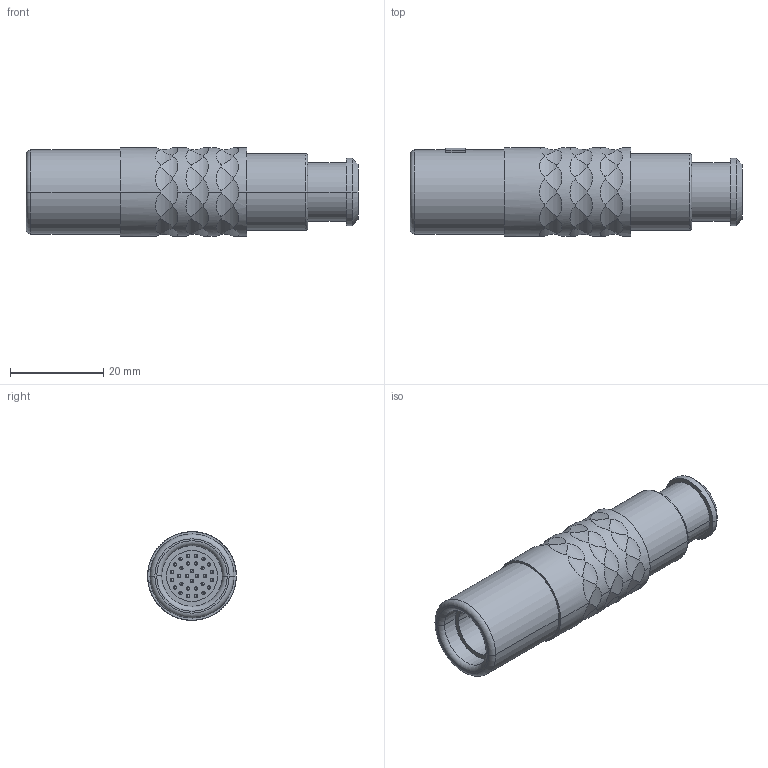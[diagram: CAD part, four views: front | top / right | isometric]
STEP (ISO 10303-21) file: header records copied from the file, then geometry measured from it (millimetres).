
FILE_DESCRIPTION((''),'2;1');
FILE_NAME('S23KAC-P30M','2022-04-06T08:19:38',('RTrager'),(''),'CREO PARAMETRIC BY PTC INC, 2020184','CREO PARAMETRIC BY PTC INC, 2020184','');
FILE_SCHEMA(('AP242_MANAGED_MODEL_BASED_3D_ENGINEERING_MIM_LF { 1 0 10303 442 1 1 4 }'));
Length unit declared in the file: millimetre
Products named in the file (1): S23KAC-P30M
Bounding box: 71.1 x 19 x 19 mm (x, y, z)
Volume: 11563 mm3; surface area: 7321 mm2
Topology: 1 solids, 1 shells, 529 faces, 1382 edges, 866 vertices
Faces by surface type: cylinder 330, plane 88, sphere 60, torus 36, bspline 13, cone 2
Entity records: 25432 total; most frequent: CARTESIAN_POINT 9264, ORIENTED_EDGE 2644, DIRECTION 2604, EDGE_CURVE 1322, AXIS2_PLACEMENT_3D 1111, VERTEX_POINT 866, EDGE_LOOP 600, CIRCLE 595
